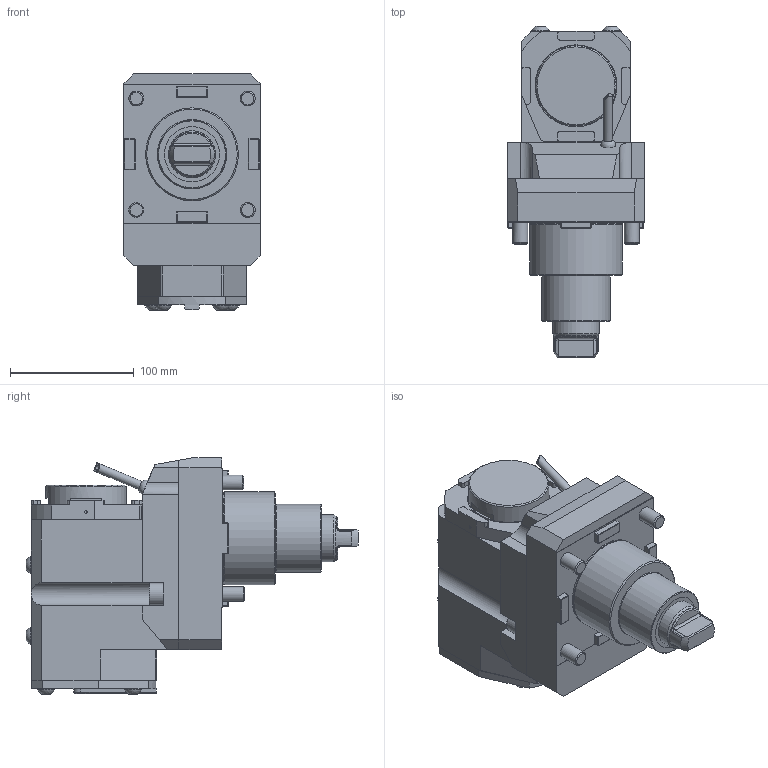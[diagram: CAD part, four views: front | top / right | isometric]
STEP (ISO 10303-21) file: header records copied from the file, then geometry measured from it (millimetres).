
FILE_DESCRIPTION (( 'STEP AP214' ), '1' );
FILE_NAME ('RRPPAH40I431UT75P.STEP', '2025-11-07T15:38:58', ( '' ), ( '' ), 'SwSTEP 2.0', 'SolidWorks 2023', '' );
FILE_SCHEMA (( 'AUTOMOTIVE_DESIGN' ));
Length unit declared in the file: millimetre
Products named in the file (1): RRPPAH40I431UT75P
Bounding box: 110 x 268.1 x 190.9 mm (x, y, z)
Volume: 2540090.5 mm3; surface area: 146681.6 mm2
Topology: 1 solids, 1 shells, 640 faces, 1647 edges, 1092 vertices
Faces by surface type: plane 446, cylinder 84, bspline 79, cone 19, sphere 9, torus 3
Full cylindrical faces by diameter (mm): 1.7 x1, 2.1 x1, 4 x1, 6.366 x1, 7 x1, 12 x4, 14 x8, 18 x2, 36 x1, 38 x1, 55 x1, 65 x1, 74.6 x1, 75 x1
Entity records: 27634 total; most frequent: CARTESIAN_POINT 9117, ORIENTED_EDGE 3172, DIRECTION 2721, EDGE_CURVE 1586, LINE 1173, VECTOR 1173, VERTEX_POINT 1072, AXIS2_PLACEMENT_3D 774
